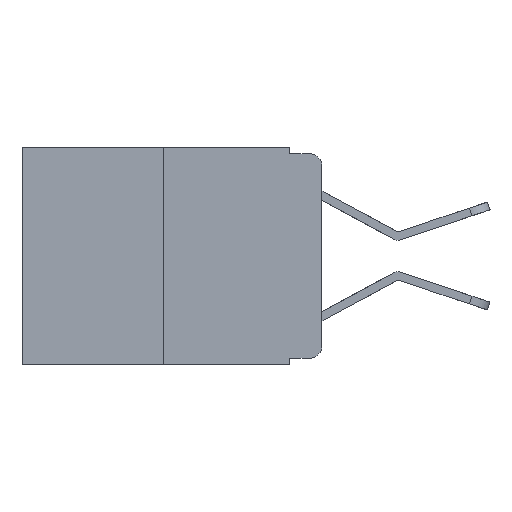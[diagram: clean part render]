
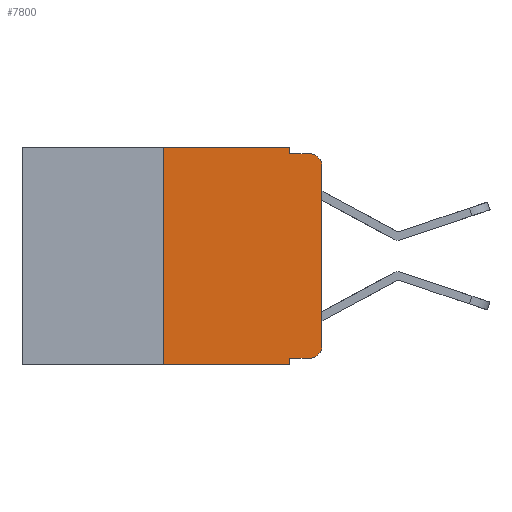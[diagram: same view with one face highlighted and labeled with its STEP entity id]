
A CAD part, left-side view. The second image highlights one B-rep face of the part: STEP entity #7800.
In plain terms, the highlighted planar face has unit normal (-1, 0, 0).
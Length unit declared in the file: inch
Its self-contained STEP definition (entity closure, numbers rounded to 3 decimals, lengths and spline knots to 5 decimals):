
#27 = VECTOR ( 'NONE', #3033, 39.37008 ) ;
#224 = LINE ( 'NONE', #8215, #7137 ) ;
#353 = VECTOR ( 'NONE', #10993, 39.37008 ) ;
#670 = DIRECTION ( 'NONE',  ( 0., 0., -1. ) ) ;
#716 = VECTOR ( 'NONE', #4029, 39.37008 ) ;
#935 = LINE ( 'NONE', #4011, #353 ) ;
#1277 = EDGE_CURVE ( 'NONE', #5523, #6423, #9644, .T. ) ;
#1361 = DIRECTION ( 'NONE',  ( 0., -1., 0. ) ) ;
#1464 = EDGE_LOOP ( 'NONE', ( #2145, #2423, #3008, #10054, #6261, #1714, #7078, #7343, #3430, #10727 ) ) ;
#1656 = EDGE_CURVE ( 'NONE', #7099, #7132, #8398, .T. ) ;
#1714 = ORIENTED_EDGE ( 'NONE', *, *, #11255, .F. ) ;
#1893 = CARTESIAN_POINT ( 'NONE',  ( 0., 0.051, -0.333 ) ) ;
#2072 = DIRECTION ( 'NONE',  ( -1., 0., 0. ) ) ;
#2145 = ORIENTED_EDGE ( 'NONE', *, *, #4913, .T. ) ;
#2423 = ORIENTED_EDGE ( 'NONE', *, *, #1656, .T. ) ;
#2646 = VERTEX_POINT ( 'NONE', #8322 ) ;
#3008 = ORIENTED_EDGE ( 'NONE', *, *, #11182, .F. ) ;
#3033 = DIRECTION ( 'NONE',  ( 0., -1., 0. ) ) ;
#3200 = CARTESIAN_POINT ( 'NONE',  ( 0., 0.051, -0.333 ) ) ;
#3298 = LINE ( 'NONE', #3200, #10067 ) ;
#3430 = ORIENTED_EDGE ( 'NONE', *, *, #5623, .T. ) ;
#3672 = VERTEX_POINT ( 'NONE', #6597 ) ;
#3738 = CARTESIAN_POINT ( 'NONE',  ( 0., 0., -0.03 ) ) ;
#4011 = CARTESIAN_POINT ( 'NONE',  ( 0., 0., 0. ) ) ;
#4029 = DIRECTION ( 'NONE',  ( 0., -1., 0. ) ) ;
#4086 = DIRECTION ( 'NONE',  ( 0., 0., 1. ) ) ;
#4279 = VECTOR ( 'NONE', #670, 39.37008 ) ;
#4340 = AXIS2_PLACEMENT_3D ( 'NONE', #8337, #7875, #10135 ) ;
#4546 = DIRECTION ( 'NONE',  ( 0., 0., -1. ) ) ;
#4674 = CARTESIAN_POINT ( 'NONE',  ( 0., 0.473, 0. ) ) ;
#4704 = EDGE_CURVE ( 'NONE', #8933, #8036, #224, .T. ) ;
#4826 = CARTESIAN_POINT ( 'NONE',  ( 0., 0.051, -0.01 ) ) ;
#4902 = CARTESIAN_POINT ( 'NONE',  ( 0., 0.25, -0.343 ) ) ;
#4913 = EDGE_CURVE ( 'NONE', #2646, #7099, #935, .T. ) ;
#4958 = CARTESIAN_POINT ( 'NONE',  ( 0., 0.473, 0. ) ) ;
#5398 = CIRCLE ( 'NONE', #11251, 0.02 ) ;
#5523 = VERTEX_POINT ( 'NONE', #7554 ) ;
#5623 = EDGE_CURVE ( 'NONE', #7104, #3672, #3298, .T. ) ;
#5643 = CARTESIAN_POINT ( 'NONE',  ( 0., 0.02, -0.01 ) ) ;
#5691 = VERTEX_POINT ( 'NONE', #6006 ) ;
#5759 = EDGE_CURVE ( 'NONE', #6423, #5691, #6682, .T. ) ;
#5801 = FACE_OUTER_BOUND ( 'NONE', #1464, .T. ) ;
#5881 = DIRECTION ( 'NONE',  ( 0., 0., -1. ) ) ;
#6006 = CARTESIAN_POINT ( 'NONE',  ( 0., 0.051, -0.01 ) ) ;
#6109 = VECTOR ( 'NONE', #4086, 39.37008 ) ;
#6261 = ORIENTED_EDGE ( 'NONE', *, *, #1277, .F. ) ;
#6423 = VERTEX_POINT ( 'NONE', #11313 ) ;
#6445 = VECTOR ( 'NONE', #4546, 39.37008 ) ;
#6597 = CARTESIAN_POINT ( 'NONE',  ( 0., 0.02, -0.333 ) ) ;
#6682 = LINE ( 'NONE', #10354, #4279 ) ;
#6754 = CARTESIAN_POINT ( 'NONE',  ( 0., 0.25, 0. ) ) ;
#7078 = ORIENTED_EDGE ( 'NONE', *, *, #4704, .T. ) ;
#7099 = VERTEX_POINT ( 'NONE', #3738 ) ;
#7104 = VERTEX_POINT ( 'NONE', #1893 ) ;
#7132 = VERTEX_POINT ( 'NONE', #5643 ) ;
#7137 = VECTOR ( 'NONE', #9949, 39.37008 ) ;
#7343 = ORIENTED_EDGE ( 'NONE', *, *, #9387, .F. ) ;
#7432 = CARTESIAN_POINT ( 'NONE',  ( 0., 0.02, -0.313 ) ) ;
#7554 = CARTESIAN_POINT ( 'NONE',  ( 0., 0.25, 0. ) ) ;
#7800 = ADVANCED_FACE ( 'NONE', ( #5801 ), #8488, .F. ) ;
#7875 = DIRECTION ( 'NONE',  ( -1., 0., 0. ) ) ;
#8036 = VERTEX_POINT ( 'NONE', #10574 ) ;
#8215 = CARTESIAN_POINT ( 'NONE',  ( 0., 0.473, -0.343 ) ) ;
#8322 = CARTESIAN_POINT ( 'NONE',  ( 0., 0., -0.313 ) ) ;
#8325 = DIRECTION ( 'NONE',  ( 0., 0., -1. ) ) ;
#8337 = CARTESIAN_POINT ( 'NONE',  ( 0., 0.02, -0.03 ) ) ;
#8398 = CIRCLE ( 'NONE', #4340, 0.02 ) ;
#8488 = PLANE ( 'NONE',  #10766 ) ;
#8933 = VERTEX_POINT ( 'NONE', #4902 ) ;
#9038 = LINE ( 'NONE', #11444, #6445 ) ;
#9387 = EDGE_CURVE ( 'NONE', #7104, #8036, #9038, .T. ) ;
#9535 = LINE ( 'NONE', #4826, #27 ) ;
#9644 = LINE ( 'NONE', #4674, #716 ) ;
#9949 = DIRECTION ( 'NONE',  ( 0., -1., 0. ) ) ;
#10054 = ORIENTED_EDGE ( 'NONE', *, *, #5759, .F. ) ;
#10067 = VECTOR ( 'NONE', #1361, 39.37008 ) ;
#10135 = DIRECTION ( 'NONE',  ( 0., 0., -1. ) ) ;
#10354 = CARTESIAN_POINT ( 'NONE',  ( 0., 0.051, 0. ) ) ;
#10574 = CARTESIAN_POINT ( 'NONE',  ( 0., 0.051, -0.343 ) ) ;
#10712 = LINE ( 'NONE', #6754, #6109 ) ;
#10727 = ORIENTED_EDGE ( 'NONE', *, *, #11145, .T. ) ;
#10766 = AXIS2_PLACEMENT_3D ( 'NONE', #4958, #11046, #5881 ) ;
#10993 = DIRECTION ( 'NONE',  ( 0., 0., 1. ) ) ;
#11046 = DIRECTION ( 'NONE',  ( 1., 0., 0. ) ) ;
#11145 = EDGE_CURVE ( 'NONE', #3672, #2646, #5398, .T. ) ;
#11182 = EDGE_CURVE ( 'NONE', #5691, #7132, #9535, .T. ) ;
#11251 = AXIS2_PLACEMENT_3D ( 'NONE', #7432, #2072, #8325 ) ;
#11255 = EDGE_CURVE ( 'NONE', #8933, #5523, #10712, .T. ) ;
#11313 = CARTESIAN_POINT ( 'NONE',  ( 0., 0.051, 0. ) ) ;
#11444 = CARTESIAN_POINT ( 'NONE',  ( 0., 0.051, 0. ) ) ;
